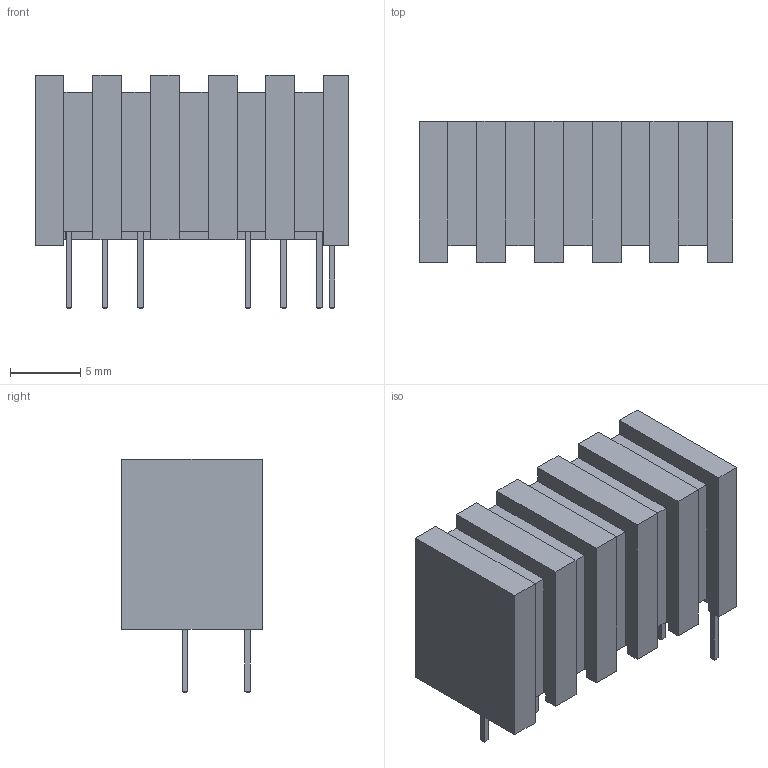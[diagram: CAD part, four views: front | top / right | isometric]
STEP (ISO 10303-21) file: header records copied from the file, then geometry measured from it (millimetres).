
FILE_DESCRIPTION(('STEP AP214'), '1');
FILE_NAME('ﾌﾄﾌ10-ﾍ', '2019-01-18T11:26:11', ('MOTOR'), (''), 'ASCON STEP Converter 1.3', 'ASCON Math Kernel', '');
FILE_SCHEMA(('AUTOMOTIVE_DESIGN { 1 0 10303 214 3 1 1}'));
Length unit declared in the file: millimetre
Bounding box: 22.3 x 10 x 16.6 mm (x, y, z)
Volume: 2279.5 mm3; surface area: 1497.6 mm2
Topology: 1 solids, 1 shells, 126 faces, 315 edges, 199 vertices
Faces by surface type: plane 120, cylinder 6
Full cylindrical faces by diameter (mm): 0.2 x1, 0.5 x1
Entity records: 4694 total; most frequent: CARTESIAN_POINT 639, ORIENTED_EDGE 626, DIRECTION 584, EDGE_CURVE 313, LINE 296, VECTOR 296, VERTEX_POINT 199, AXIS2_PLACEMENT_3D 144
